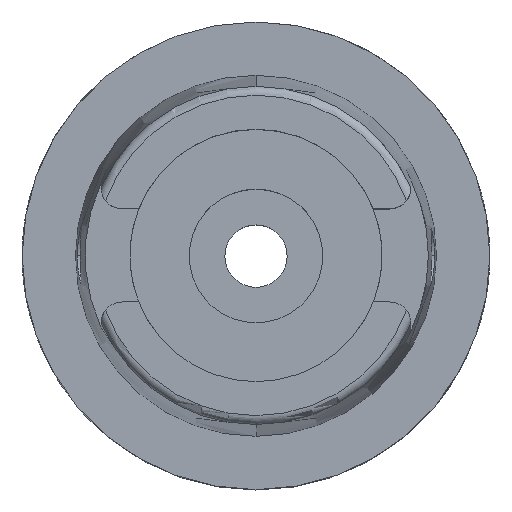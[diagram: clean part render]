
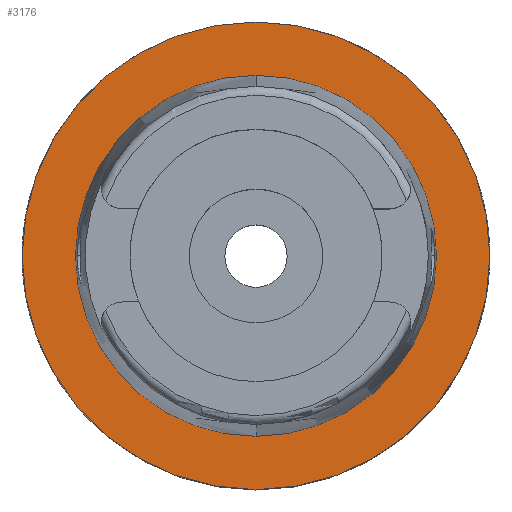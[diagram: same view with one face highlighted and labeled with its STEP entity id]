
A CAD part, top view. The second image highlights one B-rep face of the part: STEP entity #3176.
In plain terms, the highlighted planar face has unit normal (0, 0, 1).
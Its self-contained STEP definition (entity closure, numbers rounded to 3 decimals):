
#664=CARTESIAN_POINT('',(0.,0.,0.));
#665=DIRECTION('',(0.,0.,-1.));
#666=DIRECTION('',(0.,-1.,0.));
#667=AXIS2_PLACEMENT_3D('',#664,#665,#666);
#672=CARTESIAN_POINT('',(0.,0.,0.));
#673=DIRECTION('',(0.,0.,-1.));
#674=DIRECTION('',(0.,1.,0.));
#675=AXIS2_PLACEMENT_3D('',#672,#673,#674);
#680=CARTESIAN_POINT('',(0.,0.,0.));
#681=DIRECTION('',(0.,0.,1.));
#682=DIRECTION('',(0.,-1.,0.));
#683=AXIS2_PLACEMENT_3D('',#680,#681,#682);
#688=CARTESIAN_POINT('',(0.,0.,0.));
#689=DIRECTION('',(0.,0.,1.));
#690=DIRECTION('',(0.,1.,0.));
#691=AXIS2_PLACEMENT_3D('',#688,#689,#690);
#2512=CARTESIAN_POINT('',(0.,-24.315,0.));
#2513=VERTEX_POINT('',#2512);
#2514=CARTESIAN_POINT('',(0.,24.315,0.));
#2515=VERTEX_POINT('',#2514);
#2522=CARTESIAN_POINT('',(0.,-31.5,0.));
#2523=CARTESIAN_POINT('',(0.,31.5,0.));
#2524=VERTEX_POINT('',#2522);
#2525=VERTEX_POINT('',#2523);
#3161=CARTESIAN_POINT('',(0.,0.,0.));
#3162=DIRECTION('',(0.,0.,-1.));
#3163=DIRECTION('',(0.,-1.,0.));
#3164=AXIS2_PLACEMENT_3D('',#3161,#3162,#3163);
#3165=PLANE('',#3164);
#3167=ORIENTED_EDGE('',*,*,#3166,.T.);
#3169=ORIENTED_EDGE('',*,*,#3168,.T.);
#3170=EDGE_LOOP('',(#3167,#3169));
#3171=FACE_OUTER_BOUND('',#3170,.F.);
#3172=ORIENTED_EDGE('',*,*,#3034,.T.);
#3173=ORIENTED_EDGE('',*,*,#3135,.T.);
#3174=EDGE_LOOP('',(#3172,#3173));
#3175=FACE_BOUND('',#3174,.F.);
#668=CIRCLE('',#667,31.5);
#676=CIRCLE('',#675,31.5);
#684=CIRCLE('',#683,24.315);
#692=CIRCLE('',#691,24.315);
#3034=EDGE_CURVE('',#2513,#2515,#684,.T.);
#3135=EDGE_CURVE('',#2515,#2513,#692,.T.);
#3166=EDGE_CURVE('',#2524,#2525,#668,.T.);
#3168=EDGE_CURVE('',#2525,#2524,#676,.T.);
#3176=ADVANCED_FACE('',(#3171,#3175),#3165,.F.);
